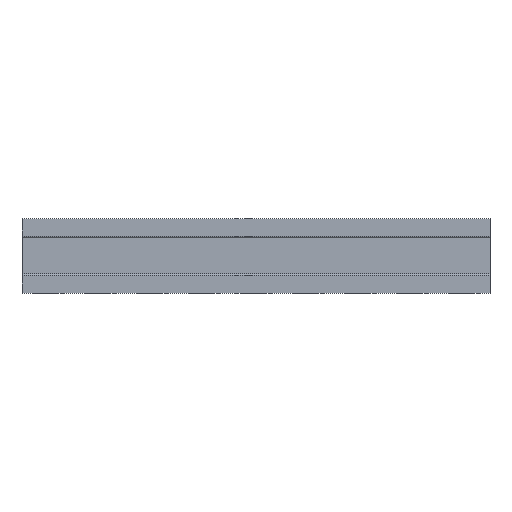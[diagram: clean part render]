
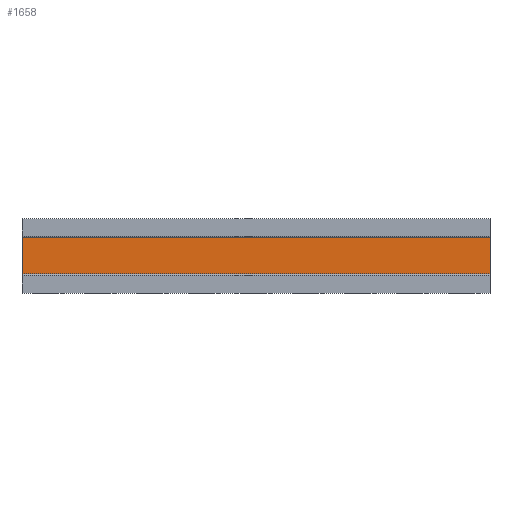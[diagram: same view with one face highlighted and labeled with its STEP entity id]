
A CAD part, top view. The second image highlights one B-rep face of the part: STEP entity #1658.
In plain terms, the highlighted planar face has unit normal (0, 0, 1).
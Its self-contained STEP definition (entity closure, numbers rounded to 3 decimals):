
#205=FACE_OUTER_BOUND('',#301,.T.);
#301=EDGE_LOOP('',(#1364,#1365,#1366,#1367));
#459=LINE('',#2723,#619);
#460=LINE('',#2726,#620);
#461=LINE('',#2728,#621);
#462=LINE('',#2729,#622);
#619=VECTOR('',#2257,10.);
#620=VECTOR('',#2260,10.);
#621=VECTOR('',#2261,10.);
#622=VECTOR('',#2262,10.);
#774=VERTEX_POINT('',#2719);
#775=VERTEX_POINT('',#2721);
#776=VERTEX_POINT('',#2725);
#777=VERTEX_POINT('',#2727);
#995=EDGE_CURVE('',#774,#775,#459,.T.);
#996=EDGE_CURVE('',#776,#774,#460,.T.);
#997=EDGE_CURVE('',#777,#775,#461,.T.);
#998=EDGE_CURVE('',#776,#777,#462,.T.);
#1364=ORIENTED_EDGE('',*,*,#996,.T.);
#1365=ORIENTED_EDGE('',*,*,#995,.T.);
#1366=ORIENTED_EDGE('',*,*,#997,.F.);
#1367=ORIENTED_EDGE('',*,*,#998,.F.);
#1503=PLANE('',#1823);
#1658=ADVANCED_FACE('',(#205),#1503,.T.);
#1823=AXIS2_PLACEMENT_3D('',#2724,#2258,#2259);
#2257=DIRECTION('',(1.,0.,0.));
#2258=DIRECTION('center_axis',(0.,0.,1.));
#2259=DIRECTION('ref_axis',(0.,-1.,0.));
#2260=DIRECTION('',(0.,-1.,0.));
#2261=DIRECTION('',(0.,-1.,0.));
#2262=DIRECTION('',(1.,0.,0.));
#2719=CARTESIAN_POINT('',(0.,-17.312,19.65));
#2721=CARTESIAN_POINT('',(450.,-17.312,19.65));
#2723=CARTESIAN_POINT('',(0.,-17.312,19.65));
#2724=CARTESIAN_POINT('Origin',(0.,17.312,19.65));
#2725=CARTESIAN_POINT('',(0.,17.312,19.65));
#2726=CARTESIAN_POINT('',(0.,17.312,19.65));
#2727=CARTESIAN_POINT('',(450.,17.312,19.65));
#2728=CARTESIAN_POINT('',(450.,17.312,19.65));
#2729=CARTESIAN_POINT('',(0.,17.312,19.65));
